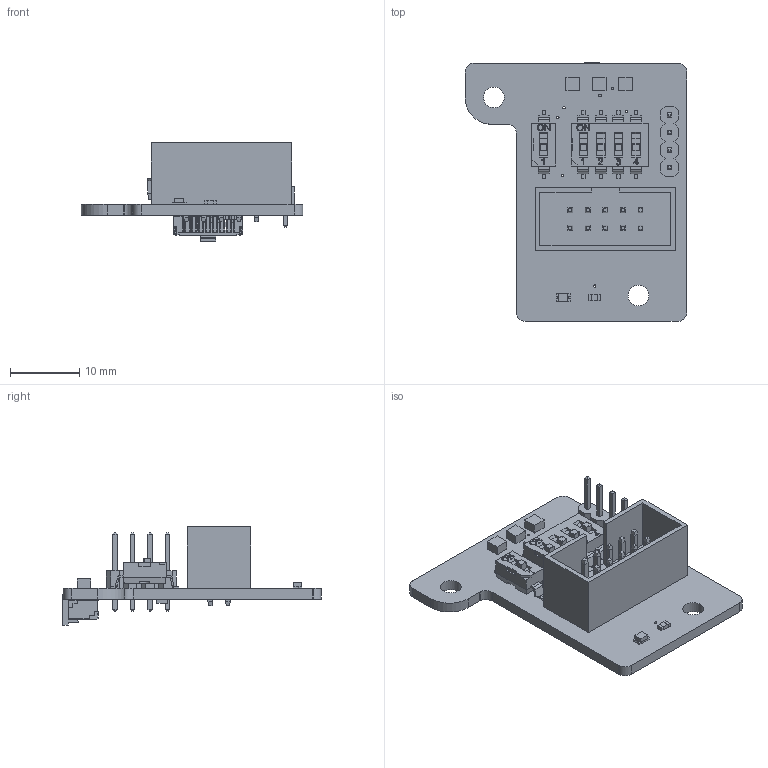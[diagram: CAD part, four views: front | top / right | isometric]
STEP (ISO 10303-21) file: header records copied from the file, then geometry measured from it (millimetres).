
FILE_DESCRIPTION(/* description */ ('','CAx-IF Rec.Pracs.---Representation and Presentation of Product Manufacturing Information (PMI)---4.0---2014-10-13'),/* implementation_level */ '2;1');
FILE_NAME(/* name */ 'pcb_top v5.step',/* time_stamp */ '2025-03-19T22:24:54+01:00',/* author */ (''),/* organization */ (''),/* preprocessor_version */ 'ST-DEVELOPER v20',/* originating_system */ 'Autodesk Translation Framework v13.20.0.188',/* authorisation */ '');
FILE_SCHEMA (('AP242_MANAGED_MODEL_BASED_3D_ENGINEERING_MIM_LF { 1 0 10303 442 1 1 4 }'));
Products named in the file (16): pcb_top; Board; Packages; ML10; FH12-14S-0.5SH; 665308124022; 6653xx124022_Solder_Tab; 6653xx124022_Pin; 6653xx124022_Cap; CAT16; SMS-001; SMS-004; 1X04; CHIP-LED0805; R0603; TP20SQ
Assembly tree (24 placements, depth 4):
  pcb_top
    Board
    Packages
      ML10
      FH12-14S-0.5SH
        665308124022
        6653xx124022_Pin  x7
        6653xx124022_Solder_Tab  x2
        6653xx124022_Cap
      CAT16
      SMS-001
      SMS-004
      1X04
      CHIP-LED0805
      R0603
      TP20SQ  x3
Bounding box: 32.05 x 37.42 x 14.22 mm (x, y, z)
Volume: 2537.3 mm3; surface area: 4992.4 mm2
Topology: 37 solids, 37 shells, 2080 faces, 5532 edges, 3513 vertices
Faces by surface type: plane 1511, cylinder 434, bspline 79, sphere 36, torus 20
Full cylindrical faces by diameter (mm): 0.35 x12, 0.57 x5, 0.6 x15, 0.914 x10, 1.016 x4, 3 x2
Entity records: 60821 total; most frequent: CARTESIAN_POINT 14078, ORIENTED_EDGE 9702, DIRECTION 9011, EDGE_CURVE 4851, LINE 3913, VECTOR 3913, VERTEX_POINT 3067, AXIS2_PLACEMENT_3D 2549
